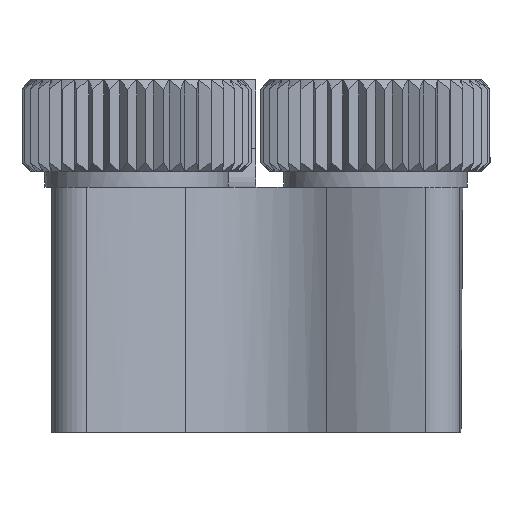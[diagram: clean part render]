
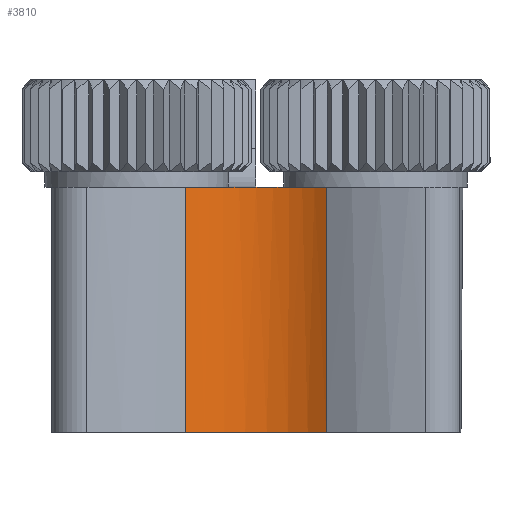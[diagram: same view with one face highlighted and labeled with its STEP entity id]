
A CAD part, left-side view. The second image highlights one B-rep face of the part: STEP entity #3810.
In plain terms, the highlighted cylindrical face has radius 8 mm (diameter 16 mm), a partial arc.
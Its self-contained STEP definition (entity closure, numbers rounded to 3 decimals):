
#148=CYLINDRICAL_SURFACE('',#4408,8.);
#333=CIRCLE('',#4337,8.);
#343=CIRCLE('',#4352,8.);
#352=CIRCLE('',#4363,8.);
#375=CIRCLE('',#4409,8.);
#712=FACE_OUTER_BOUND('',#981,.T.);
#981=EDGE_LOOP('',(#3411,#3412,#3413,#3414,#3415,#3416));
#1148=LINE('',#7016,#1313);
#1149=LINE('',#7019,#1314);
#1313=VECTOR('',#5531,10.);
#1314=VECTOR('',#5534,10.);
#1739=VERTEX_POINT('',#6863);
#1740=VERTEX_POINT('',#6865);
#1747=VERTEX_POINT('',#6889);
#1757=VERTEX_POINT('',#6912);
#1788=VERTEX_POINT('',#7015);
#1789=VERTEX_POINT('',#7017);
#2263=EDGE_CURVE('',#1739,#1740,#333,.T.);
#2275=EDGE_CURVE('',#1740,#1747,#343,.T.);
#2288=EDGE_CURVE('',#1747,#1757,#352,.T.);
#2335=EDGE_CURVE('',#1739,#1788,#1148,.T.);
#2336=EDGE_CURVE('',#1788,#1789,#375,.T.);
#2337=EDGE_CURVE('',#1757,#1789,#1149,.T.);
#3411=ORIENTED_EDGE('',*,*,#2263,.F.);
#3412=ORIENTED_EDGE('',*,*,#2335,.T.);
#3413=ORIENTED_EDGE('',*,*,#2336,.T.);
#3414=ORIENTED_EDGE('',*,*,#2337,.F.);
#3415=ORIENTED_EDGE('',*,*,#2288,.F.);
#3416=ORIENTED_EDGE('',*,*,#2275,.F.);
#3810=ADVANCED_FACE('',(#712),#148,.F.);
#4337=AXIS2_PLACEMENT_3D('',#6866,#5357,#5358);
#4352=AXIS2_PLACEMENT_3D('',#6890,#5389,#5390);
#4363=AXIS2_PLACEMENT_3D('',#6916,#5415,#5416);
#4408=AXIS2_PLACEMENT_3D('',#7014,#5529,#5530);
#4409=AXIS2_PLACEMENT_3D('',#7018,#5532,#5533);
#5357=DIRECTION('center_axis',(0.,0.,1.));
#5358=DIRECTION('ref_axis',(-0.821,0.572,0.));
#5389=DIRECTION('center_axis',(0.,0.,1.));
#5390=DIRECTION('ref_axis',(-0.821,0.572,0.));
#5415=DIRECTION('center_axis',(0.,0.,1.));
#5416=DIRECTION('ref_axis',(-0.821,0.572,0.));
#5529=DIRECTION('center_axis',(0.,0.,-1.));
#5530=DIRECTION('ref_axis',(-0.821,0.572,0.));
#5531=DIRECTION('',(0.,0.,1.));
#5532=DIRECTION('center_axis',(0.,0.,1.));
#5533=DIRECTION('ref_axis',(-0.821,0.572,0.));
#5534=DIRECTION('',(0.,0.,1.));
#6863=CARTESIAN_POINT('',(-99.436,5.427,7.));
#6865=CARTESIAN_POINT('',(-98.303,7.819,7.));
#6866=CARTESIAN_POINT('Origin',(-106.,10.,7.));
#6889=CARTESIAN_POINT('',(-98.303,12.181,7.));
#6890=CARTESIAN_POINT('Origin',(-106.,10.,7.));
#6912=CARTESIAN_POINT('',(-99.436,14.573,7.));
#6916=CARTESIAN_POINT('Origin',(-106.,10.,7.));
#7014=CARTESIAN_POINT('Origin',(-106.,10.,0.));
#7015=CARTESIAN_POINT('',(-99.436,5.427,23.));
#7016=CARTESIAN_POINT('',(-99.436,5.427,0.));
#7017=CARTESIAN_POINT('',(-99.436,14.573,23.));
#7018=CARTESIAN_POINT('Origin',(-106.,10.,23.));
#7019=CARTESIAN_POINT('',(-99.436,14.573,0.));
